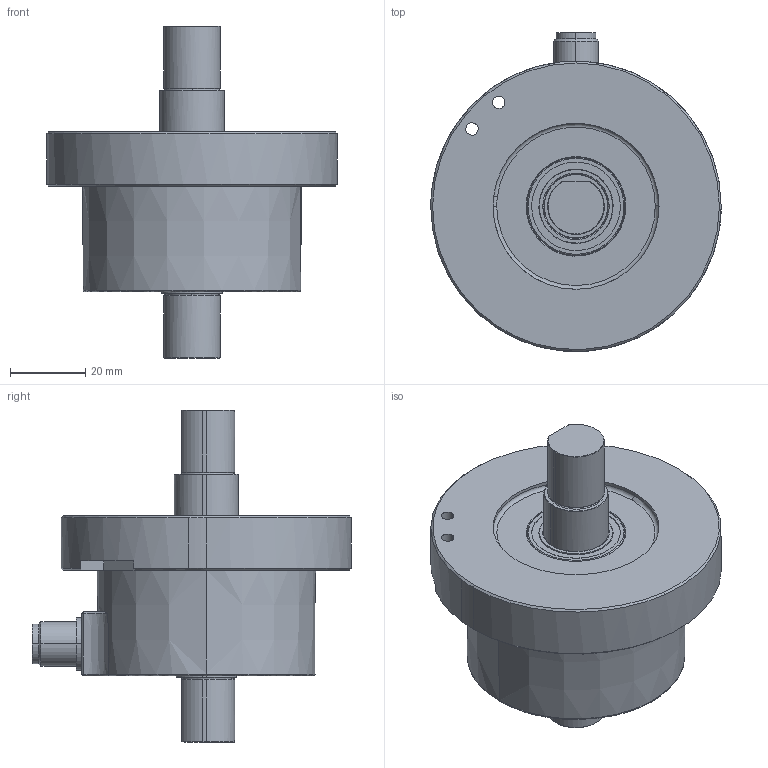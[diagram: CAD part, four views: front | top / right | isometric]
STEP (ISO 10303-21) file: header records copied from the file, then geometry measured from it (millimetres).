
FILE_DESCRIPTION (( 'STEP AP214' ), '1' );
FILE_NAME ('AR01X-0250-HM12.STEP', '2024-10-30T14:40:05', ( '' ), ( '' ), 'SwSTEP 2.0', 'SolidWorks 2021', '' );
FILE_SCHEMA (( 'AUTOMOTIVE_DESIGN' ));
Length unit declared in the file: inch
Products named in the file (1): AR01X-0250-HM12
Bounding box: 77 x 84.56 x 88 mm (x, y, z)
Volume: 92421.2 mm3; surface area: 41817 mm2
Topology: 10 solids, 10 shells, 1346 faces, 3701 edges, 2397 vertices
Faces by surface type: plane 838, cylinder 204, cone 160, torus 123, bspline 15, sphere 6
Entity records: 45653 total; most frequent: CARTESIAN_POINT 10939, ORIENTED_EDGE 7360, DIRECTION 7070, EDGE_CURVE 3680, LINE 2656, VECTOR 2656, VERTEX_POINT 2397, AXIS2_PLACEMENT_3D 2207
